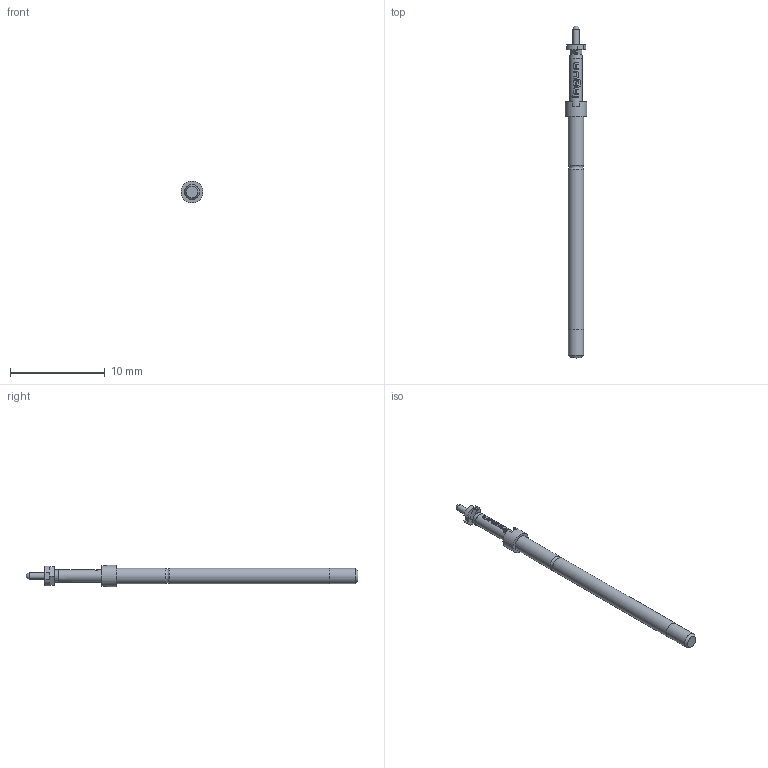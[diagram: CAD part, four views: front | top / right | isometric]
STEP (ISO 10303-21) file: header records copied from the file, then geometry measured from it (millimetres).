
FILE_DESCRIPTION (( 'STEP AP203' ), '1' );
FILE_NAME ('INGUN_T-912_305_065_200_210_X_xx02_M_0.STEP', '2018-07-03T13:50:56', ( '' ), ( '' ), 'SwSTEP 2.0', 'SolidWorks 2018', '' );
FILE_SCHEMA (( 'CONFIG_CONTROL_DESIGN' ));
Length unit declared in the file: millimetre
Products named in the file (2): INGUN_T-912_305_065_200_210_X_xx02_M_0
Bounding box: 2.3 x 35 x 2.3 mm (x, y, z)
Volume: 69.3 mm3; surface area: 188.3 mm2
Topology: 1 solids, 1 shells, 122 faces, 340 edges, 223 vertices
Faces by surface type: plane 72, cylinder 23, bspline 23, cone 4
Full cylindrical faces by diameter (mm): 0.65 x1, 1.32 x1, 1.6 x1, 1.65 x2, 2.3 x1
Entity records: 4008 total; most frequent: CARTESIAN_POINT 1150, ORIENTED_EDGE 598, DIRECTION 484, EDGE_CURVE 299, VERTEX_POINT 203, AXIS2_PLACEMENT_3D 174, EDGE_LOOP 138, VECTOR 136
